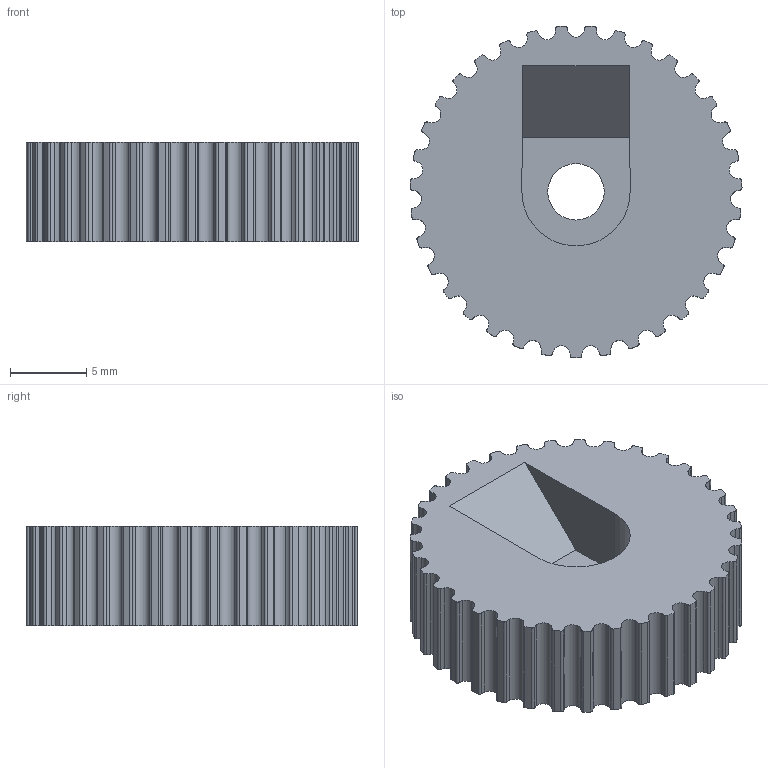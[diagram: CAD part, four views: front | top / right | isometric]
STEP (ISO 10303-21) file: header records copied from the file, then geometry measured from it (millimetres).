
FILE_DESCRIPTION(/* description */ (''),/* implementation_level */ '2;1');
FILE_NAME(/* name */ 'P103.step',/* time_stamp */ '2025-06-25T17:40:29+02:00',/* author */ (''),/* organization */ (''),/* preprocessor_version */ 'ST-DEVELOPER v20.1',/* originating_system */ 'Autodesk Translation Framework v14.10.0.0',/* authorisation */ '');
FILE_SCHEMA (('AUTOMOTIVE_DESIGN { 1 0 10303 214 3 1 1 }'));
Length unit declared in the file: millimetre
Products named in the file (1): P103
Bounding box: 21.77 x 21.75 x 6.5 mm (x, y, z)
Volume: 1947.8 mm3; surface area: 1440 mm2
Topology: 1 solids, 1 shells, 218 faces, 645 edges, 430 vertices
Faces by surface type: cylinder 212, plane 6
Full cylindrical faces by diameter (mm): 3.7 x1
Entity records: 7590 total; most frequent: DIRECTION 1507, CARTESIAN_POINT 1294, ORIENTED_EDGE 1290, EDGE_CURVE 645, AXIS2_PLACEMENT_3D 643, VERTEX_POINT 430, CIRCLE 424, LINE 221
